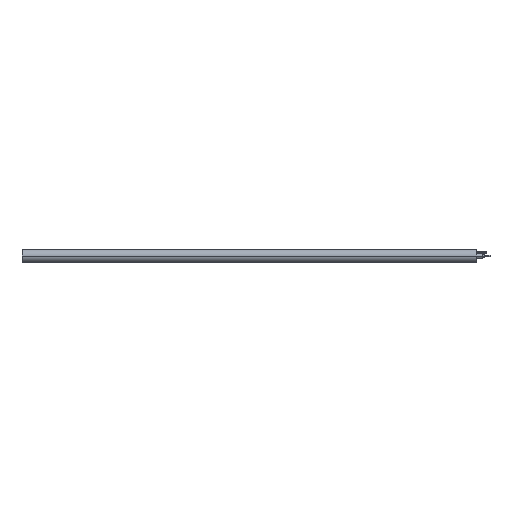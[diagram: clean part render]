
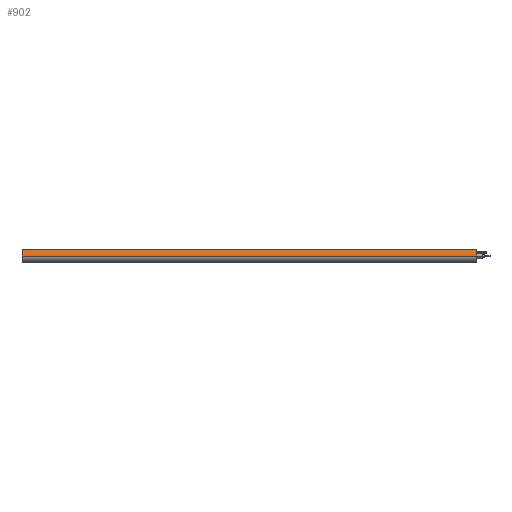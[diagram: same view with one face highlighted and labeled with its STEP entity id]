
A CAD part, front view. The second image highlights one B-rep face of the part: STEP entity #902.
In plain terms, the highlighted cylindrical face has radius 84 mm (diameter 168 mm), a partial arc.
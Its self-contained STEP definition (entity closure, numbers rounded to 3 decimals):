
#202=CYLINDRICAL_SURFACE('',#1171,84.);
#254=FACE_OUTER_BOUND('',#308,.T.);
#308=EDGE_LOOP('',(#746,#747,#748,#749));
#374=CIRCLE('',#1162,84.);
#381=CIRCLE('',#1170,84.);
#446=VERTEX_POINT('',#1834);
#447=VERTEX_POINT('',#1835);
#450=VERTEX_POINT('',#1843);
#453=VERTEX_POINT('',#1848);
#546=EDGE_CURVE('',#446,#447,#374,.T.);
#553=EDGE_CURVE('',#453,#450,#381,.T.);
#554=EDGE_CURVE('',#446,#450,#982,.T.);
#555=EDGE_CURVE('',#453,#447,#983,.T.);
#746=ORIENTED_EDGE('',*,*,#546,.F.);
#747=ORIENTED_EDGE('',*,*,#554,.T.);
#748=ORIENTED_EDGE('',*,*,#553,.F.);
#749=ORIENTED_EDGE('',*,*,#555,.T.);
#902=ADVANCED_FACE('',(#254),#202,.T.);
#982=LINE('',#1852,#1036);
#983=LINE('',#1853,#1037);
#1036=VECTOR('',#1503,304.8);
#1037=VECTOR('',#1504,304.8);
#1162=AXIS2_PLACEMENT_3D('',#1836,#1483,#1484);
#1170=AXIS2_PLACEMENT_3D('',#1850,#1499,#1500);
#1171=AXIS2_PLACEMENT_3D('',#1851,#1501,#1502);
#1483=DIRECTION('center_axis',(-1.,0.,0.));
#1484=DIRECTION('ref_axis',(0.,-1.,0.));
#1499=DIRECTION('center_axis',(1.,0.,0.));
#1500=DIRECTION('ref_axis',(0.,-1.,0.));
#1501=DIRECTION('center_axis',(-1.,0.,0.));
#1502=DIRECTION('ref_axis',(0.,-1.,0.));
#1503=DIRECTION('',(1.,0.,0.));
#1504=DIRECTION('',(-1.,0.,0.));
#1834=CARTESIAN_POINT('',(-7017.956,1855.192,2743.2));
#1835=CARTESIAN_POINT('',(-7017.956,1939.192,2827.2));
#1836=CARTESIAN_POINT('Origin',(-7017.956,1939.192,2743.2));
#1843=CARTESIAN_POINT('',(-1017.956,1855.192,2743.2));
#1848=CARTESIAN_POINT('',(-1017.956,1939.192,2827.2));
#1850=CARTESIAN_POINT('Origin',(-1017.956,1939.192,2743.2));
#1851=CARTESIAN_POINT('Origin',(-7017.956,1939.192,2743.2));
#1852=CARTESIAN_POINT('',(-7017.956,1855.192,2743.2));
#1853=CARTESIAN_POINT('',(-7017.956,1939.192,2827.2));
